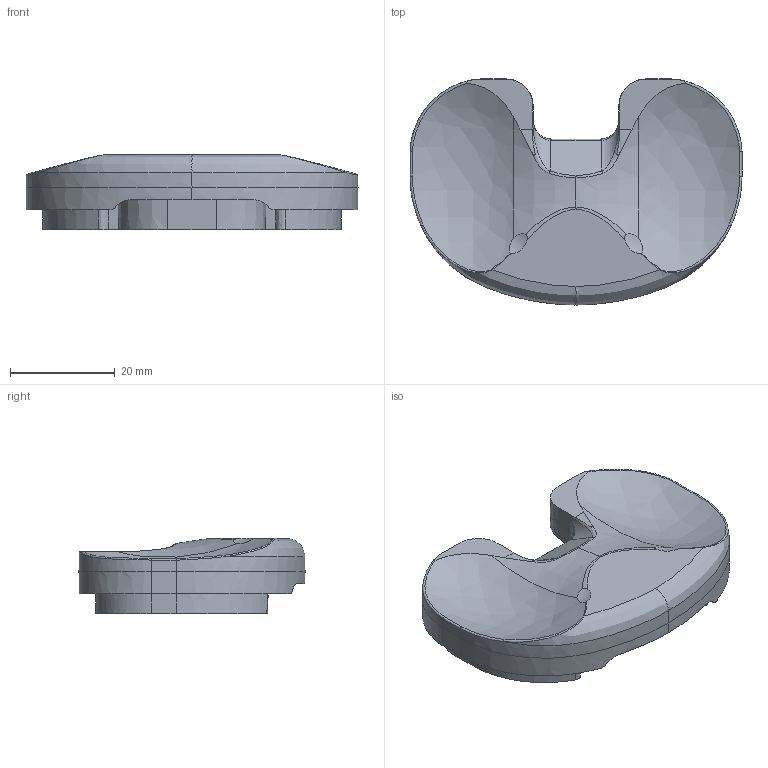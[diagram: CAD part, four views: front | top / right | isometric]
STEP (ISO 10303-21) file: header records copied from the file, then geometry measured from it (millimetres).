
FILE_DESCRIPTION((''),'2;1');
FILE_NAME('CVD-2','2011-05-31T',('Administrator'),(''),'PRO/ENGINEER BY PARAMETRIC TECHNOLOGY CORPORATION, 2001280','PRO/ENGINEER BY PARAMETRIC TECHNOLOGY CORPORATION, 2001280','');
FILE_SCHEMA(('CONFIG_CONTROL_DESIGN'));
Length unit declared in the file: millimetre
Products named in the file (1): CVD-2
Bounding box: 63.3 x 43.1 x 14.3 mm (x, y, z)
Volume: 12968.3 mm3; surface area: 7276 mm2
Topology: 1 solids, 1 shells, 136 faces, 364 edges, 230 vertices
Faces by surface type: bspline 58, plane 45, cylinder 17, cone 14, revolution 2
Entity records: 9082 total; most frequent: CARTESIAN_POINT 6210, ORIENTED_EDGE 728, DIRECTION 373, EDGE_CURVE 364, VERTEX_POINT 230, B_SPLINE_CURVE_WITH_KNOTS 191, EDGE_LOOP 136, FACE_OUTER_BOUND 136
